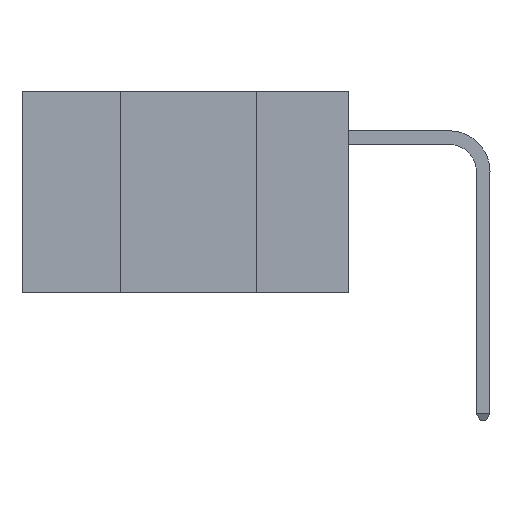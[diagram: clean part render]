
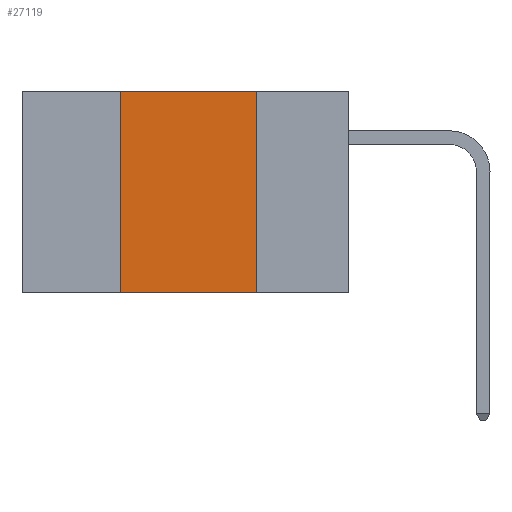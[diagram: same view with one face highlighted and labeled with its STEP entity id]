
A CAD part, left-side view. The second image highlights one B-rep face of the part: STEP entity #27119.
In plain terms, the highlighted planar face has unit normal (-1, 0, 0).
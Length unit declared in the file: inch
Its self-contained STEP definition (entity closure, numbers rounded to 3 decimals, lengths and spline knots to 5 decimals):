
#176 = EDGE_CURVE ( 'NONE', #20217, #2314, #19151, .T. ) ;
#625 = CARTESIAN_POINT ( 'NONE',  ( 0., 0.6, 0. ) ) ;
#841 = VECTOR ( 'NONE', #15926, 39.37008 ) ;
#884 = CARTESIAN_POINT ( 'NONE',  ( 0., 0.17, -0.37 ) ) ;
#2314 = VERTEX_POINT ( 'NONE', #884 ) ;
#4941 = CARTESIAN_POINT ( 'NONE',  ( 0., 0.6, 0. ) ) ;
#5291 = ORIENTED_EDGE ( 'NONE', *, *, #24402, .T. ) ;
#5503 = ORIENTED_EDGE ( 'NONE', *, *, #176, .F. ) ;
#5871 = EDGE_LOOP ( 'NONE', ( #5503, #8886, #7883, #5291 ) ) ;
#6684 = VECTOR ( 'NONE', #20917, 39.37008 ) ;
#7722 = CARTESIAN_POINT ( 'NONE',  ( 0., 0.42, -0.37 ) ) ;
#7883 = ORIENTED_EDGE ( 'NONE', *, *, #24860, .F. ) ;
#7898 = DIRECTION ( 'NONE',  ( 0., -1., 0. ) ) ;
#8886 = ORIENTED_EDGE ( 'NONE', *, *, #29628, .F. ) ;
#12330 = CARTESIAN_POINT ( 'NONE',  ( 0., 0.17, 0. ) ) ;
#13475 = LINE ( 'NONE', #18552, #23590 ) ;
#14283 = LINE ( 'NONE', #29062, #6684 ) ;
#15926 = DIRECTION ( 'NONE',  ( 0., -1., 0. ) ) ;
#16120 = PLANE ( 'NONE',  #26505 ) ;
#17768 = DIRECTION ( 'NONE',  ( 0., 0., -1. ) ) ;
#18552 = CARTESIAN_POINT ( 'NONE',  ( 0., 0.6, -0.37 ) ) ;
#19151 = LINE ( 'NONE', #12330, #20805 ) ;
#20217 = VERTEX_POINT ( 'NONE', #31917 ) ;
#20805 = VECTOR ( 'NONE', #17768, 39.37008 ) ;
#20917 = DIRECTION ( 'NONE',  ( 0., 0., 1. ) ) ;
#22341 = DIRECTION ( 'NONE',  ( 1., 0., 0. ) ) ;
#23590 = VECTOR ( 'NONE', #7898, 39.37008 ) ;
#24402 = EDGE_CURVE ( 'NONE', #31426, #2314, #13475, .T. ) ;
#24860 = EDGE_CURVE ( 'NONE', #31426, #26607, #14283, .T. ) ;
#24899 = DIRECTION ( 'NONE',  ( 0., 0., -1. ) ) ;
#26505 = AXIS2_PLACEMENT_3D ( 'NONE', #625, #22341, #24899 ) ;
#26607 = VERTEX_POINT ( 'NONE', #32706 ) ;
#27119 = ADVANCED_FACE ( 'NONE', ( #29675 ), #16120, .F. ) ;
#29062 = CARTESIAN_POINT ( 'NONE',  ( 0., 0.42, 0. ) ) ;
#29628 = EDGE_CURVE ( 'NONE', #26607, #20217, #31259, .T. ) ;
#29675 = FACE_OUTER_BOUND ( 'NONE', #5871, .T. ) ;
#31259 = LINE ( 'NONE', #4941, #841 ) ;
#31426 = VERTEX_POINT ( 'NONE', #7722 ) ;
#31917 = CARTESIAN_POINT ( 'NONE',  ( 0., 0.17, 0. ) ) ;
#32706 = CARTESIAN_POINT ( 'NONE',  ( 0., 0.42, 0. ) ) ;
